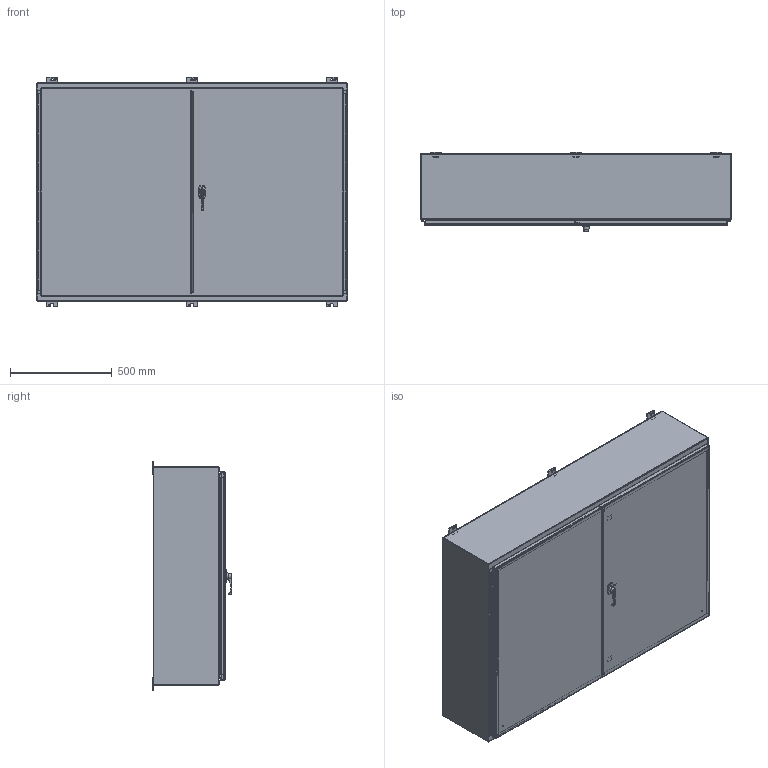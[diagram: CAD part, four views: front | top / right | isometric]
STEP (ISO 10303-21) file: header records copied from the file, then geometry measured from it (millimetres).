
FILE_DESCRIPTION (( 'STEP AP214' ), '1' );
FILE_NAME ('1422VX12.STEP', '2019-11-07T23:08:57', ( '' ), ( '' ), 'SwSTEP 2.0', 'SolidWorks 2019', '' );
FILE_SCHEMA (( 'AUTOMOTIVE_DESIGN' ));
Length unit declared in the file: inch
Products named in the file (1): 1422VX12
Bounding box: 1525.6 x 387.97 x 1127.12 mm (x, y, z)
Surface area: 14724721.6 mm2 (no closed solid volume)
Topology: 0 solids, 91 shells, 1927 faces, 4848 edges, 3132 vertices
Faces by surface type: plane 1240, cylinder 561, bspline 111, cone 11, torus 4
Full cylindrical faces by diameter (mm): 2.54 x2, 3.238 x2, 3.967 x2, 4.572 x2, 4.762 x1, 4.763 x7, 4.801 x2, 4.978 x2, 5.461 x4, 5.537 x4, 5.563 x1, 6.35 x5, 7.137 x4, 7.722 x14, 7.805 x11, 7.937 x6, 7.938 x6, 8.382 x8, 9.525 x8, 10.211 x2, 11.113 x6, 11.125 x1, 11.303 x8, 12.7 x6, 14.287 x2, 14.288 x6, 15.24 x1, 16.51 x8, 19.05 x4, 20.904 x1
Entity records: 62844 total; most frequent: CARTESIAN_POINT 16383, ORIENTED_EDGE 9248, DIRECTION 9065, EDGE_CURVE 4635, VECTOR 3231, LINE 3231, VERTEX_POINT 3117, AXIS2_PLACEMENT_3D 2917
